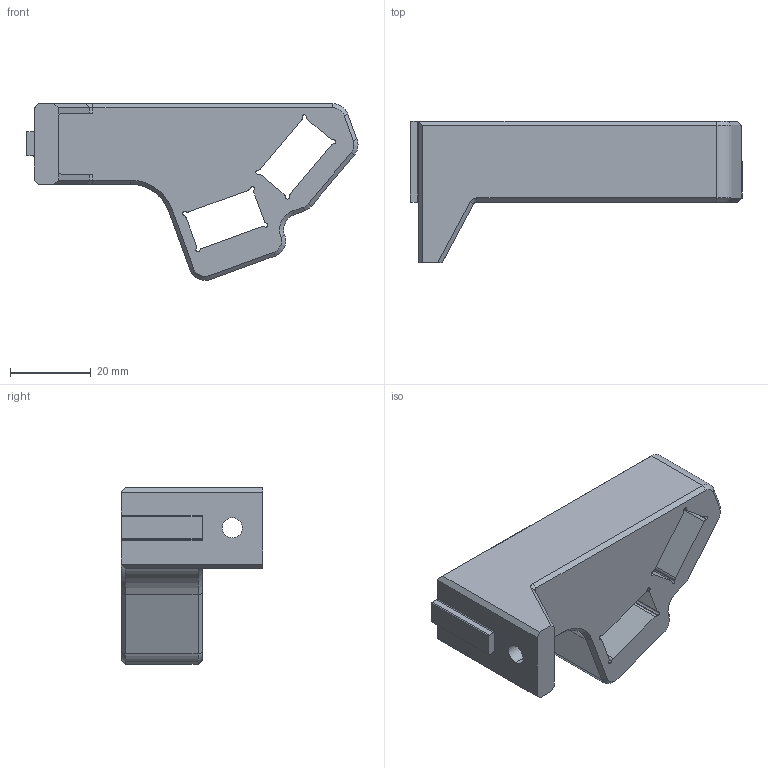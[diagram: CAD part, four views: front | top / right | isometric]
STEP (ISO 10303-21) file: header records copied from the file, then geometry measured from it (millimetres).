
FILE_DESCRIPTION (( 'STEP AP214' ), '1' );
FILE_NAME ('LED_DUAL_MOUNT.STEP', '2019-11-21T20:51:42', ( '' ), ( '' ), 'SwSTEP 2.0', 'SolidWorks 2019', '' );
FILE_SCHEMA (( 'AUTOMOTIVE_DESIGN' ));
Length unit declared in the file: millimetre
Products named in the file (1): LED_DUAL_MOUNT
Bounding box: 82.3 x 35 x 43.87 mm (x, y, z)
Volume: 39033.8 mm3; surface area: 11295.8 mm2
Topology: 1 solids, 1 shells, 110 faces, 291 edges, 183 vertices
Faces by surface type: cylinder 47, plane 46, cone 17
Entity records: 3447 total; most frequent: DIRECTION 621, CARTESIAN_POINT 591, ORIENTED_EDGE 582, EDGE_CURVE 291, AXIS2_PLACEMENT_3D 221, VERTEX_POINT 183, LINE 179, VECTOR 179
